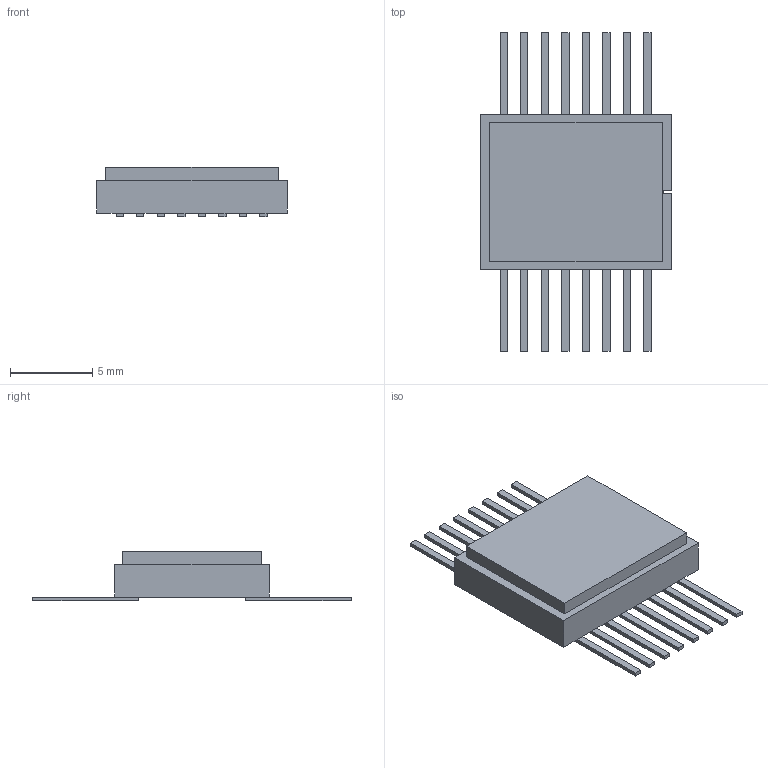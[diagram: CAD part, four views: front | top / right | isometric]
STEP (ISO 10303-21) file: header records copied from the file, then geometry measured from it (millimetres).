
FILE_DESCRIPTION(('STEP AP203'), '1');
FILE_NAME('249KP25AT', '2019-08-27T15:26:47', ('鎬豂櫡槻'), (''), 'ASCON STEP Converter 1.3', 'ASCON Math Kernel', '');
FILE_SCHEMA(('CONFIG_CONTROL_DESIGN'));
Length unit declared in the file: millimetre
Bounding box: 11.6 x 19.4 x 3.03 mm (x, y, z)
Volume: 300 mm3; surface area: 457.1 mm2
Topology: 1 solids, 1 shells, 111 faces, 292 edges, 184 vertices
Faces by surface type: plane 111
Entity records: 4242 total; most frequent: CARTESIAN_POINT 588, ORIENTED_EDGE 584, DIRECTION 516, EDGE_CURVE 292, LINE 292, VECTOR 292, VERTEX_POINT 184, AXIS2_PLACEMENT_3D 112
